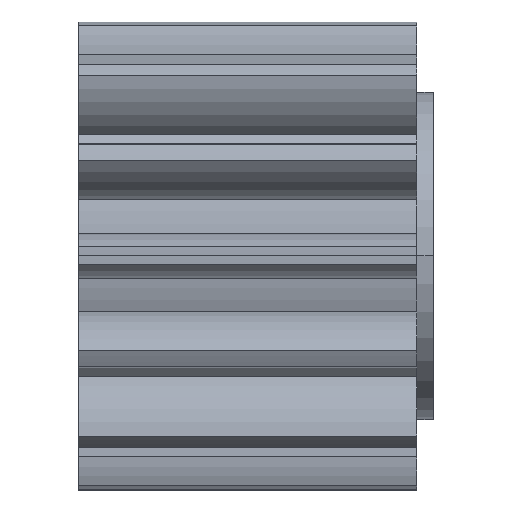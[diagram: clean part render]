
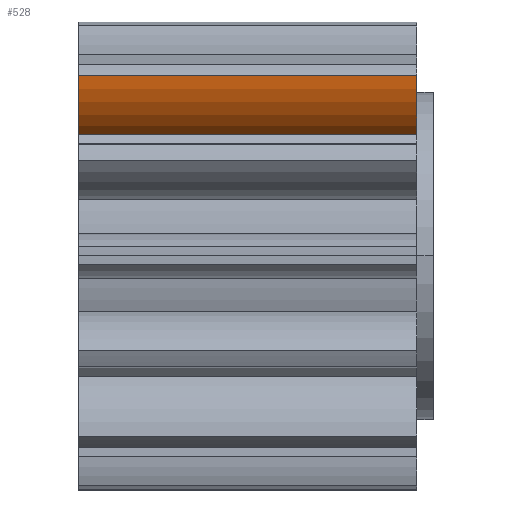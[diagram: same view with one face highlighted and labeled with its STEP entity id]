
A CAD part, top view. The second image highlights one B-rep face of the part: STEP entity #528.
In plain terms, the highlighted cylindrical face has radius 3.556 mm (diameter 7.112 mm), a partial arc.
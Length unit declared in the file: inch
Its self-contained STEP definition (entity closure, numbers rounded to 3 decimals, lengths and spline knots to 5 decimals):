
#143 = CARTESIAN_POINT ( 'NONE',  ( 0.568, 0.20313, 0.20416 ) ) ;
#201 = VECTOR ( 'NONE', #1944, 39.37008 ) ;
#524 = DIRECTION ( 'NONE',  ( -1., 0., 0. ) ) ;
#528 = ADVANCED_FACE ( 'NONE', ( #2050 ), #1477, .T. ) ;
#529 = ORIENTED_EDGE ( 'NONE', *, *, #692, .F. ) ;
#556 = EDGE_CURVE ( 'NONE', #655, #2343, #1085, .T. ) ;
#650 = AXIS2_PLACEMENT_3D ( 'NONE', #730, #2456, #1118 ) ;
#655 = VERTEX_POINT ( 'NONE', #1928 ) ;
#692 = EDGE_CURVE ( 'NONE', #2245, #2459, #726, .T. ) ;
#717 = DIRECTION ( 'NONE',  ( -1., 0., 0. ) ) ;
#726 = LINE ( 'NONE', #1748, #201 ) ;
#730 = CARTESIAN_POINT ( 'NONE',  ( 0.568, 0.31625, 0.12167 ) ) ;
#820 = CARTESIAN_POINT ( 'NONE',  ( 0., 0.31625, 0.12167 ) ) ;
#925 = CARTESIAN_POINT ( 'NONE',  ( 0.284, 0.30307, 0.26105 ) ) ;
#1012 = DIRECTION ( 'NONE',  ( 0., 0.782, -0.623 ) ) ;
#1041 = EDGE_CURVE ( 'NONE', #2245, #655, #2258, .T. ) ;
#1085 = LINE ( 'NONE', #925, #2438 ) ;
#1118 = DIRECTION ( 'NONE',  ( 0., 0., 1. ) ) ;
#1313 = EDGE_LOOP ( 'NONE', ( #2312, #1790, #529, #1370 ) ) ;
#1370 = ORIENTED_EDGE ( 'NONE', *, *, #1041, .T. ) ;
#1382 = CARTESIAN_POINT ( 'NONE',  ( 0., 0.20313, 0.20416 ) ) ;
#1477 = CYLINDRICAL_SURFACE ( 'NONE', #650, 0.14 ) ;
#1708 = CARTESIAN_POINT ( 'NONE',  ( 0., 0.30307, 0.26105 ) ) ;
#1748 = CARTESIAN_POINT ( 'NONE',  ( 0.568, 0.20313, 0.20416 ) ) ;
#1790 = ORIENTED_EDGE ( 'NONE', *, *, #1912, .F. ) ;
#1879 = CARTESIAN_POINT ( 'NONE',  ( 0.568, 0.31625, 0.12167 ) ) ;
#1912 = EDGE_CURVE ( 'NONE', #2459, #2343, #2491, .T. ) ;
#1928 = CARTESIAN_POINT ( 'NONE',  ( 0.568, 0.30307, 0.26105 ) ) ;
#1944 = DIRECTION ( 'NONE',  ( -1., 0., 0. ) ) ;
#2050 = FACE_OUTER_BOUND ( 'NONE', #1313, .T. ) ;
#2063 = DIRECTION ( 'NONE',  ( 0., 0.782, -0.623 ) ) ;
#2165 = DIRECTION ( 'NONE',  ( -1., 0., 0. ) ) ;
#2214 = AXIS2_PLACEMENT_3D ( 'NONE', #1879, #717, #2063 ) ;
#2245 = VERTEX_POINT ( 'NONE', #143 ) ;
#2258 = CIRCLE ( 'NONE', #2214, 0.14 ) ;
#2305 = AXIS2_PLACEMENT_3D ( 'NONE', #820, #2165, #1012 ) ;
#2312 = ORIENTED_EDGE ( 'NONE', *, *, #556, .T. ) ;
#2343 = VERTEX_POINT ( 'NONE', #1708 ) ;
#2438 = VECTOR ( 'NONE', #524, 39.37008 ) ;
#2456 = DIRECTION ( 'NONE',  ( -1., 0., 0. ) ) ;
#2459 = VERTEX_POINT ( 'NONE', #1382 ) ;
#2491 = CIRCLE ( 'NONE', #2305, 0.14 ) ;
